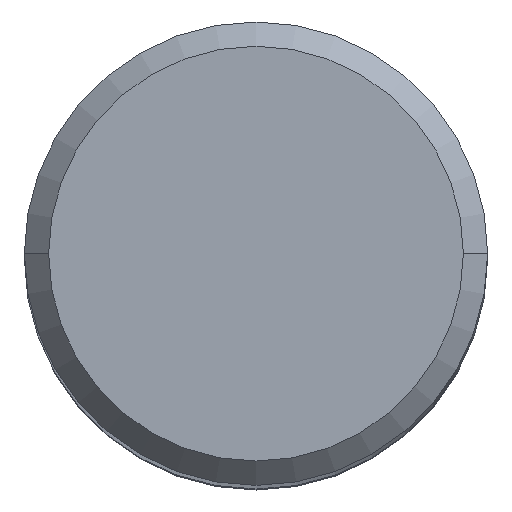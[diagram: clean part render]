
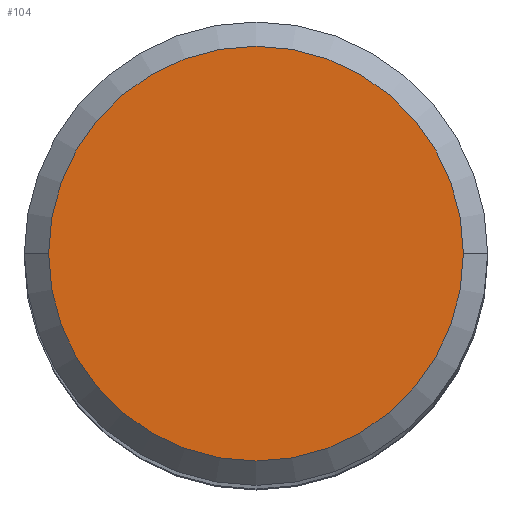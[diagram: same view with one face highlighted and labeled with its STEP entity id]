
A CAD part, top view. The second image highlights one B-rep face of the part: STEP entity #104.
In plain terms, the highlighted planar face has unit normal (0, 0, 1).
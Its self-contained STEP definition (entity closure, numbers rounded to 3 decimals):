
#65=PLANE('',#1114);
#104=ADVANCED_FACE('',(#184),#65,.F.);
#184=FACE_OUTER_BOUND('',#242,.T.);
#242=EDGE_LOOP('',(#390,#391));
#390=ORIENTED_EDGE('',*,*,#661,.T.);
#391=ORIENTED_EDGE('',*,*,#662,.T.);
#558=VERTEX_POINT('',#1747);
#561=VERTEX_POINT('',#1752);
#661=EDGE_CURVE('',#558,#561,#792,.T.);
#662=EDGE_CURVE('',#561,#558,#793,.T.);
#792=CIRCLE('',#1111,8.525);
#793=CIRCLE('',#1113,8.525);
#1111=AXIS2_PLACEMENT_3D('',#1753,#1402,#1403);
#1113=AXIS2_PLACEMENT_3D('',#1755,#1406,#1407);
#1114=AXIS2_PLACEMENT_3D('',#1756,#1408,#1409);
#1402=DIRECTION('',(0.,0.,1.));
#1403=DIRECTION('',(1.,0.,0.));
#1406=DIRECTION('',(0.,0.,1.));
#1407=DIRECTION('',(-1.,0.,0.));
#1408=DIRECTION('',(0.,0.,-1.));
#1409=DIRECTION('',(1.,0.,0.));
#1747=CARTESIAN_POINT('',(8.525,0.,38.04));
#1752=CARTESIAN_POINT('',(-8.525,0.,38.04));
#1753=CARTESIAN_POINT('',(0.,0.,38.04));
#1755=CARTESIAN_POINT('',(0.,0.,38.04));
#1756=CARTESIAN_POINT('',(0.,0.,38.04));
